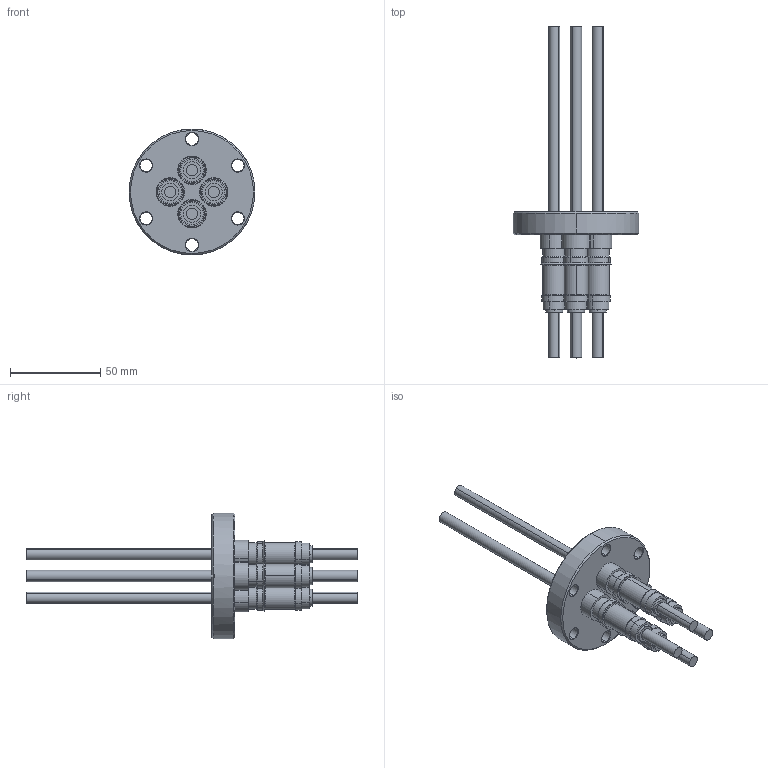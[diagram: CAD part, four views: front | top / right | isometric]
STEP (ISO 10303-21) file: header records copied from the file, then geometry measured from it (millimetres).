
FILE_DESCRIPTION (( 'STEP AP203' ), '1' );
FILE_NAME ('264-63CU12K-4-C40.STEP', '2019-10-23T14:37:19', ( '' ), ( '' ), 'SwSTEP 2.0', 'SolidWorks 2019', '' );
FILE_SCHEMA (( 'CONFIG_CONTROL_DESIGN' ));
Length unit declared in the file: inch
Products named in the file (1): 264-63CU12K-4-C40
Bounding box: 69.85 x 184.15 x 69.85 mm (x, y, z)
Volume: 79391.2 mm3; surface area: 39884.9 mm2
Topology: 1 solids, 5 shells, 287 faces, 604 edges, 379 vertices
Faces by surface type: cylinder 154, plane 70, cone 55, torus 8
Entity records: 7902 total; most frequent: DIRECTION 1553, CARTESIAN_POINT 1283, ORIENTED_EDGE 1208, AXIS2_PLACEMENT_3D 665, EDGE_CURVE 604, VERTEX_POINT 379, CIRCLE 377, EDGE_LOOP 359
